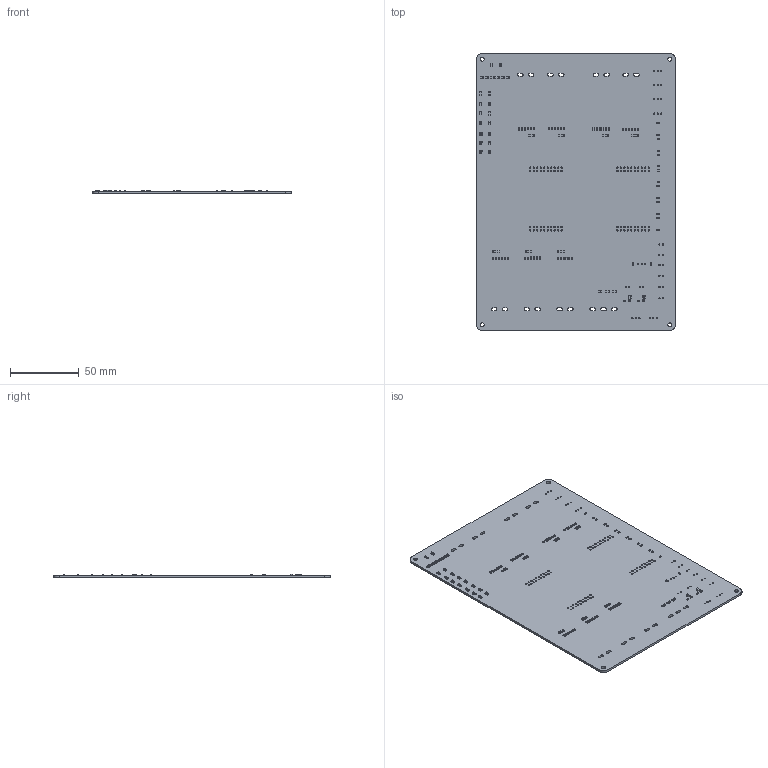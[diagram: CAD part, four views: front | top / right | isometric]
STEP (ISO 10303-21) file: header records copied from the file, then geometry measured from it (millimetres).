
FILE_DESCRIPTION(('KiCad electronic assembly'),'2;1');
FILE_NAME('ArmBoard_Hardware.step','2022-03-08T20:26:18',('An Author'),( 'A Company'),'Open CASCADE STEP processor 6.9', 'KiCad to STEP converter','Unknown');
FILE_SCHEMA(('AUTOMOTIVE_DESIGN { 1 0 10303 214 1 1 1 1 }'));
Length unit declared in the file: millimetre
Products named in the file (12): Open CASCADE STEP translator 6.9 1; R_0603_1608Metric; SOLID; LED_0603_1608Metric; C_0603_1608Metric; D_0603_1608Metric; SOT-23; COMPOUND
Assembly tree (141 placements, depth 3):
  Open CASCADE STEP translator 6.9 1
    R_0603_1608Metric  x90
      SOLID
    LED_0603_1608Metric  x27
      SOLID
    C_0603_1608Metric  x9
      SOLID
    D_0603_1608Metric  x7
      SOLID
    SOT-23  x2
      SOLID
    COMPOUND
Bounding box: 145.16 x 202.01 x 2.85 mm (x, y, z)
Volume: 46593.5 mm3; surface area: 60882.3 mm2
Topology: 136 solids, 136 shells, 4566 faces, 12066 edges, 7824 vertices
Faces by surface type: plane 3187, cylinder 1325, bspline 54
Full cylindrical faces by diameter (mm): 0.889 x3, 0.9 x34, 1 x80, 2.946 x4
Entity records: 32198 total; most frequent: CARTESIAN_POINT 5704, DIRECTION 4787, LINE 2515, VECTOR 2515, ORIENTED_EDGE 2304, PCURVE 2304, DEFINITIONAL_REPRESENTATION 2304, EDGE_CURVE 1152
